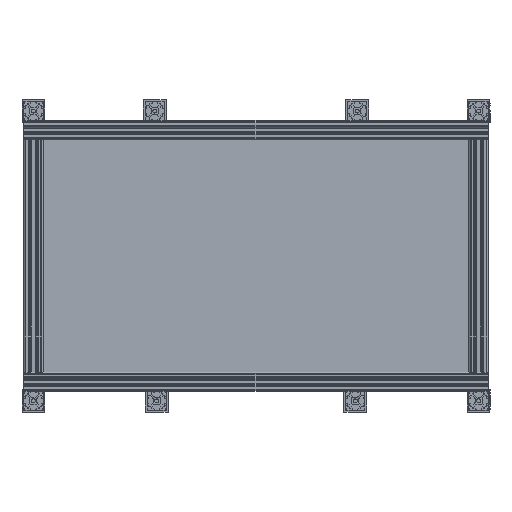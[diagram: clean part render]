
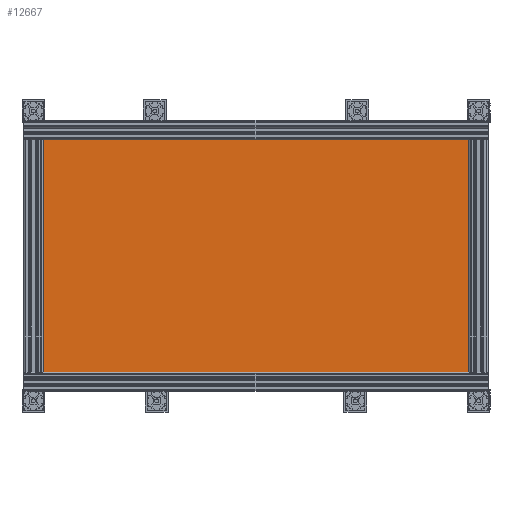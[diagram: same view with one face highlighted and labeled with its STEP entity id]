
A CAD part, top view. The second image highlights one B-rep face of the part: STEP entity #12667.
In plain terms, the highlighted planar face has unit normal (0, 0, 1).
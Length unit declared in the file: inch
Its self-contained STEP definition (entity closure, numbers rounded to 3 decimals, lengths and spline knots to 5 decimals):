
#263=PLANE('',#13684);
#715=FACE_OUTER_BOUND('',#1387,.T.);
#1387=EDGE_LOOP('',(#9471,#9472,#9473,#9474));
#2245=LINE('',#19765,#3527);
#2248=LINE('',#19771,#3530);
#2251=LINE('',#19777,#3533);
#2254=LINE('',#19781,#3536);
#3527=VECTOR('',#15814,0.3937);
#3530=VECTOR('',#15819,0.3937);
#3533=VECTOR('',#15824,0.3937);
#3536=VECTOR('',#15829,0.3937);
#5471=VERTEX_POINT('',#19762);
#5472=VERTEX_POINT('',#19764);
#5474=VERTEX_POINT('',#19770);
#5476=VERTEX_POINT('',#19776);
#6949=EDGE_CURVE('',#5472,#5471,#2245,.T.);
#6952=EDGE_CURVE('',#5474,#5472,#2248,.T.);
#6955=EDGE_CURVE('',#5476,#5474,#2251,.T.);
#6958=EDGE_CURVE('',#5471,#5476,#2254,.T.);
#9471=ORIENTED_EDGE('',*,*,#6958,.T.);
#9472=ORIENTED_EDGE('',*,*,#6955,.T.);
#9473=ORIENTED_EDGE('',*,*,#6952,.T.);
#9474=ORIENTED_EDGE('',*,*,#6949,.T.);
#12667=ADVANCED_FACE('',(#715),#263,.T.);
#13684=AXIS2_PLACEMENT_3D('',#19782,#15830,#15831);
#15814=DIRECTION('',(0.,1.,0.));
#15819=DIRECTION('',(1.,0.,0.));
#15824=DIRECTION('',(0.,-1.,0.));
#15829=DIRECTION('',(-1.,0.,0.));
#15830=DIRECTION('center_axis',(0.,0.,1.));
#15831=DIRECTION('ref_axis',(1.,0.,0.));
#19762=CARTESIAN_POINT('',(11.25,6.25,0.2));
#19764=CARTESIAN_POINT('',(11.25,-6.25,0.2));
#19765=CARTESIAN_POINT('',(11.25,6.25,0.2));
#19770=CARTESIAN_POINT('',(-11.25,-6.25,0.2));
#19771=CARTESIAN_POINT('',(11.25,-6.25,0.2));
#19776=CARTESIAN_POINT('',(-11.25,6.25,0.2));
#19777=CARTESIAN_POINT('',(-11.25,-6.25,0.2));
#19781=CARTESIAN_POINT('',(-11.25,6.25,0.2));
#19782=CARTESIAN_POINT('Origin',(0.,0.,
0.2));
